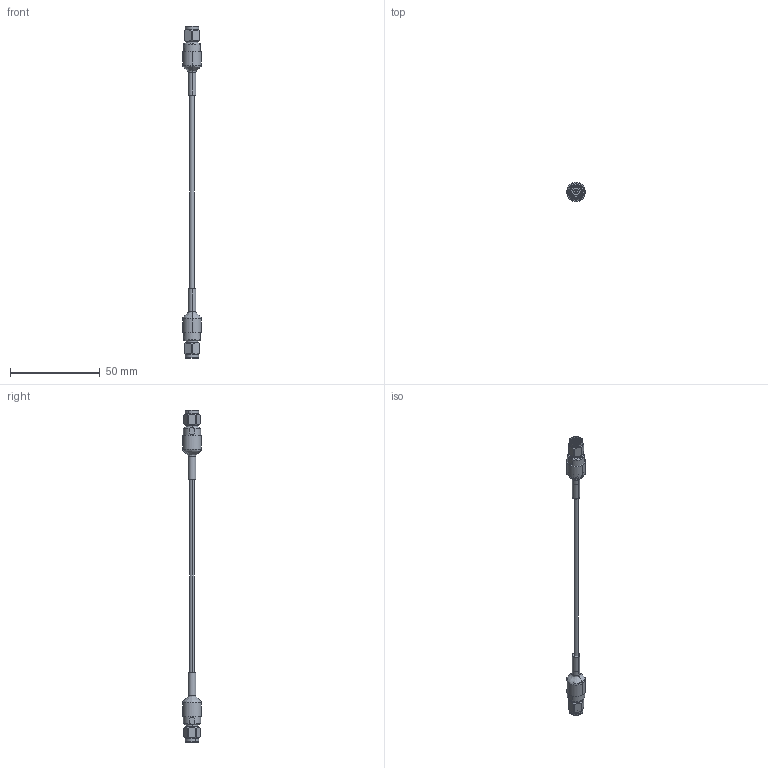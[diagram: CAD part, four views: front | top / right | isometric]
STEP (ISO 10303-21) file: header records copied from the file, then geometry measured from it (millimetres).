
FILE_DESCRIPTION (( 'STEP AP214' ), '1' );
FILE_NAME ('PE3C7803.step', '2021-04-29T22:17:24', ( '' ), ( '' ), 'SwSTEP 2.0', 'SolidWorks 2020', '' );
FILE_SCHEMA (( 'AUTOMOTIVE_DESIGN' ));
Length unit declared in the file: inch
Products named in the file (4): PE45541^PE3C7803; PE3C7803; PE-P086HF^PE3C7803_PE-P086; Heat Shrink^PE3C7803
Assembly tree (5 placements, depth 2):
  PE3C7803
    PE-P086HF^PE3C7803_PE-P086
    PE45541^PE3C7803  x2
    Heat Shrink^PE3C7803  x2
Bounding box: 10.56 x 10.56 x 184.54 mm (x, y, z)
Volume: 5349.1 mm3; surface area: 4554.7 mm2
Topology: 5 solids, 5 shells, 200 faces, 466 edges, 298 vertices
Faces by surface type: cylinder 88, plane 56, cone 42, bspline 10, torus 4
Entity records: 4250 total; most frequent: CARTESIAN_POINT 1770, DIRECTION 494, ORIENTED_EDGE 472, EDGE_CURVE 236, AXIS2_PLACEMENT_3D 208, VERTEX_POINT 151, EDGE_LOOP 113, CIRCLE 103
